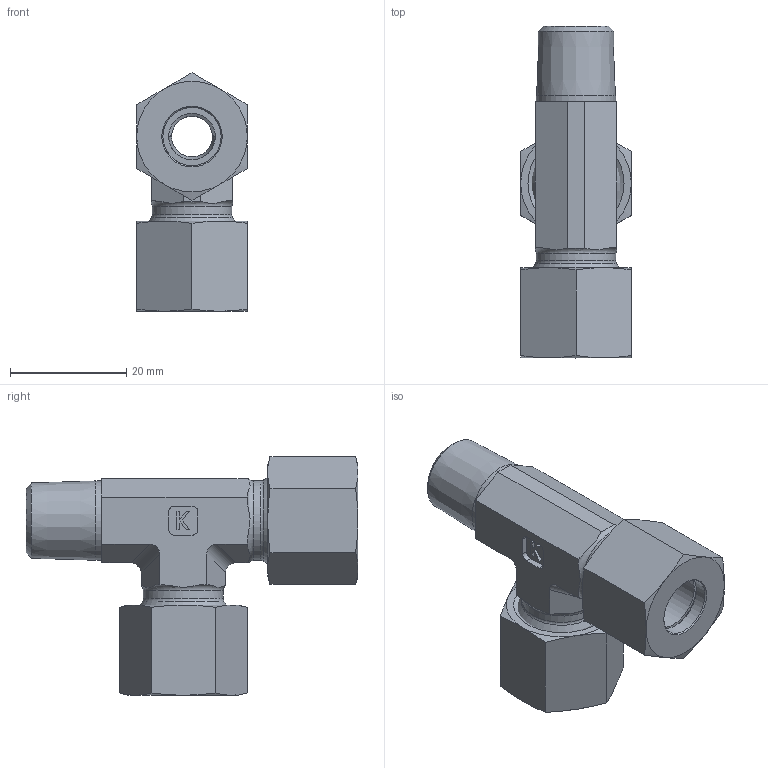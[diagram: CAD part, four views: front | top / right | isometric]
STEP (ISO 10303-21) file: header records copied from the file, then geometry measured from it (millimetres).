
FILE_DESCRIPTION((''),'2;1');
FILE_NAME('2513102816.stp','2014-08-25T11:03:24',(''),('KNOMI spol. s r. o.'),'Autodesk Inventor 2012','Autodesk Inventor 2012','');
FILE_SCHEMA(('AUTOMOTIVE_DESIGN { 1 2 10303 214 0 1 1 1 }'));
Length unit declared in the file: millimetre
Products named in the file (4): TBCR2K  10LRkuž; 40110; 3911016; 2512102816
Assembly tree (5 placements, depth 2):
  TBCR2K  10LRkuž
    40110  x2
    3911016  x2
    2512102816
Bounding box: 19 x 57 x 40.97 mm (x, y, z)
Volume: 13243.5 mm3; surface area: 10568.6 mm2
Topology: 5 solids, 5 shells, 155 faces, 373 edges, 232 vertices
Faces by surface type: plane 69, cone 50, cylinder 30, torus 6
Full cylindrical faces by diameter (mm): 7 x1, 8 x2, 10 x6, 12.3 x2, 13.626 x1, 13.7 x2, 14 x2, 14.376 x2, 16 x2
Entity records: 3617 total; most frequent: CARTESIAN_POINT 764, DIRECTION 554, ORIENTED_EDGE 500, EDGE_CURVE 250, AXIS2_PLACEMENT_3D 220, VERTEX_POINT 176, EDGE_LOOP 168, STYLED_ITEM 123
